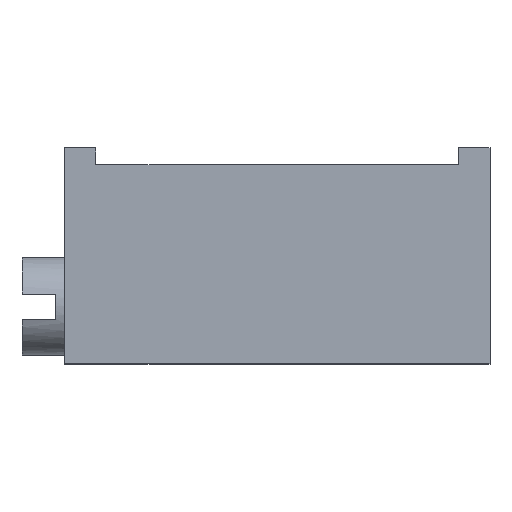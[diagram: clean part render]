
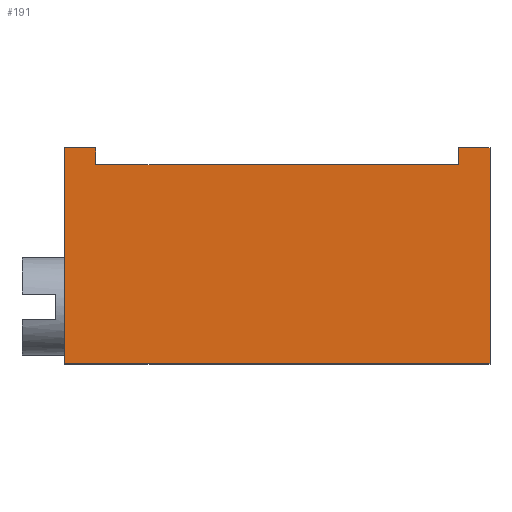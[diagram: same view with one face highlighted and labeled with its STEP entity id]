
A CAD part, top view. The second image highlights one B-rep face of the part: STEP entity #191.
In plain terms, the highlighted planar face has unit normal (0, 0, 1).
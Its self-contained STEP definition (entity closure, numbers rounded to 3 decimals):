
#106=DIRECTION('',(0.,1.,0.));
#140=EDGE_CURVE('',#141,#143,#145,.T.);
#141=VERTEX_POINT('',#142);
#142=CARTESIAN_POINT('',(-7.305,1.14,10.03));
#143=VERTEX_POINT('',#144);
#144=CARTESIAN_POINT('',(-7.305,-3.69,10.03));
#145=LINE('',#142,#146);
#146=VECTOR('',#147,1.);
#147=DIRECTION('',(0.,-1.,0.));
#165=CARTESIAN_POINT('',(-7.305,0.76,10.03));
#191=ADVANCED_FACE('',(#192),#231,.T.);
#192=FACE_BOUND('',#193,.T.);
#193=EDGE_LOOP('',(#194,#201,#207,#212,#217,#222,#227,#230));
#194=ORIENTED_EDGE('',*,*,#195,.T.);
#195=EDGE_CURVE('',#143,#196,#198,.T.);
#196=VERTEX_POINT('',#197);
#197=CARTESIAN_POINT('',(2.225,-3.69,10.03));
#198=LINE('',#144,#199);
#199=VECTOR('',#200,1.);
#200=DIRECTION('',(1.,0.,0.));
#201=ORIENTED_EDGE('',*,*,#202,.F.);
#202=EDGE_CURVE('',#203,#196,#205,.T.);
#203=VERTEX_POINT('',#204);
#204=CARTESIAN_POINT('',(2.225,1.14,10.03));
#205=LINE('',#206,#146);
#206=CARTESIAN_POINT('',(2.225,0.76,10.03));
#207=ORIENTED_EDGE('',*,*,#208,.F.);
#208=EDGE_CURVE('',#209,#203,#211,.T.);
#209=VERTEX_POINT('',#210);
#210=CARTESIAN_POINT('',(1.525,1.14,10.03));
#211=LINE('',#210,#199);
#212=ORIENTED_EDGE('',*,*,#213,.T.);
#213=EDGE_CURVE('',#209,#214,#216,.T.);
#214=VERTEX_POINT('',#215);
#215=CARTESIAN_POINT('',(1.525,0.76,10.03));
#216=LINE('',#210,#146);
#217=ORIENTED_EDGE('',*,*,#218,.F.);
#218=EDGE_CURVE('',#219,#214,#221,.T.);
#219=VERTEX_POINT('',#220);
#220=CARTESIAN_POINT('',(-6.605,0.76,10.03));
#221=LINE('',#165,#199);
#222=ORIENTED_EDGE('',*,*,#223,.F.);
#223=EDGE_CURVE('',#224,#219,#226,.T.);
#224=VERTEX_POINT('',#225);
#225=CARTESIAN_POINT('',(-6.605,1.14,10.03));
#226=LINE('',#225,#146);
#227=ORIENTED_EDGE('',*,*,#228,.F.);
#228=EDGE_CURVE('',#141,#224,#229,.T.);
#229=LINE('',#142,#199);
#230=ORIENTED_EDGE('',*,*,#140,.T.);
#231=PLANE('',#232);
#232=AXIS2_PLACEMENT_3D('',#233,#234,#106);
#233=CARTESIAN_POINT('',(-2.54,-1.322,10.03));
#234=DIRECTION('',(-0.,0.,1.));
